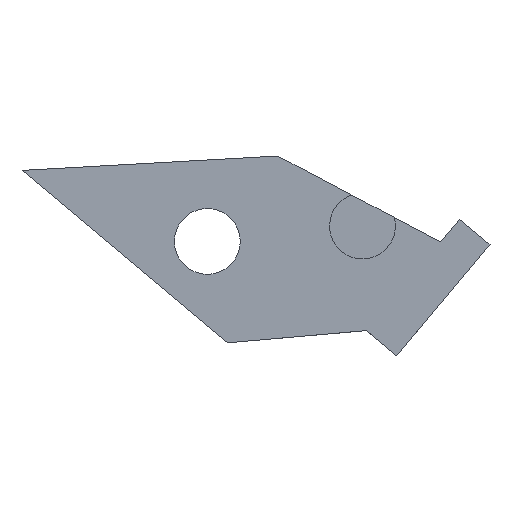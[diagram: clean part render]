
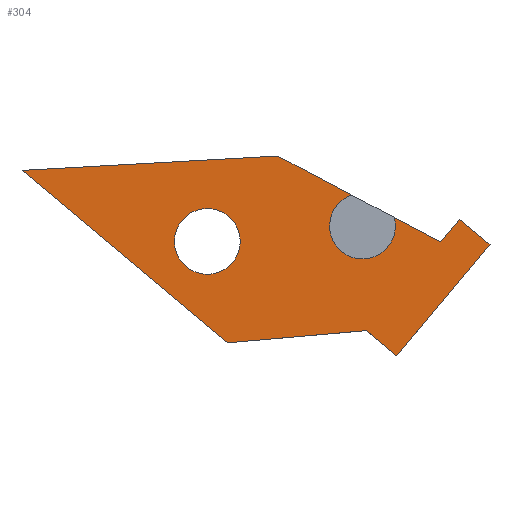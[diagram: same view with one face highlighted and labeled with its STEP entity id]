
A CAD part, left-side view. The second image highlights one B-rep face of the part: STEP entity #304.
In plain terms, the highlighted planar face has unit normal (-1, 0, 0).
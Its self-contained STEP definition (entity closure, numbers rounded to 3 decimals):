
#16=FACE_BOUND('',#53,.T.);
#20=PLANE('',#339);
#35=FACE_OUTER_BOUND('',#52,.T.);
#52=EDGE_LOOP('',(#235,#236,#237,#238,#239,#240,#241,#242,#243,#244));
#53=EDGE_LOOP('',(#245));
#68=CIRCLE('',#337,1.666);
#69=CIRCLE('',#340,1.666);
#85=LINE('',#478,#121);
#86=LINE('',#480,#122);
#87=LINE('',#482,#123);
#88=LINE('',#484,#124);
#89=LINE('',#486,#125);
#90=LINE('',#488,#126);
#91=LINE('',#490,#127);
#92=LINE('',#492,#128);
#93=LINE('',#493,#129);
#121=VECTOR('',#390,10.);
#122=VECTOR('',#391,10.);
#123=VECTOR('',#392,10.);
#124=VECTOR('',#393,10.);
#125=VECTOR('',#394,10.);
#126=VECTOR('',#395,10.);
#127=VECTOR('',#396,10.);
#128=VECTOR('',#397,10.);
#129=VECTOR('',#398,10.);
#156=VERTEX_POINT('',#467);
#158=VERTEX_POINT('',#471);
#159=VERTEX_POINT('',#477);
#160=VERTEX_POINT('',#479);
#161=VERTEX_POINT('',#481);
#162=VERTEX_POINT('',#483);
#163=VERTEX_POINT('',#485);
#164=VERTEX_POINT('',#487);
#165=VERTEX_POINT('',#489);
#166=VERTEX_POINT('',#491);
#167=VERTEX_POINT('',#494);
#188=EDGE_CURVE('',#156,#158,#68,.T.);
#190=EDGE_CURVE('',#158,#159,#85,.T.);
#191=EDGE_CURVE('',#160,#159,#86,.T.);
#192=EDGE_CURVE('',#161,#160,#87,.T.);
#193=EDGE_CURVE('',#161,#162,#88,.T.);
#194=EDGE_CURVE('',#162,#163,#89,.T.);
#195=EDGE_CURVE('',#163,#164,#90,.T.);
#196=EDGE_CURVE('',#164,#165,#91,.T.);
#197=EDGE_CURVE('',#165,#166,#92,.T.);
#198=EDGE_CURVE('',#166,#156,#93,.T.);
#199=EDGE_CURVE('',#167,#167,#69,.T.);
#235=ORIENTED_EDGE('',*,*,#188,.T.);
#236=ORIENTED_EDGE('',*,*,#190,.T.);
#237=ORIENTED_EDGE('',*,*,#191,.F.);
#238=ORIENTED_EDGE('',*,*,#192,.F.);
#239=ORIENTED_EDGE('',*,*,#193,.T.);
#240=ORIENTED_EDGE('',*,*,#194,.T.);
#241=ORIENTED_EDGE('',*,*,#195,.T.);
#242=ORIENTED_EDGE('',*,*,#196,.T.);
#243=ORIENTED_EDGE('',*,*,#197,.T.);
#244=ORIENTED_EDGE('',*,*,#198,.T.);
#245=ORIENTED_EDGE('',*,*,#199,.F.);
#304=ADVANCED_FACE('',(#35,#16),#20,.T.);
#337=AXIS2_PLACEMENT_3D('',#473,#383,#384);
#339=AXIS2_PLACEMENT_3D('',#476,#388,#389);
#340=AXIS2_PLACEMENT_3D('',#495,#399,#400);
#383=DIRECTION('center_axis',(1.,0.,0.));
#384=DIRECTION('ref_axis',(0.,-1.,0.));
#388=DIRECTION('center_axis',(-1.,0.,0.));
#389=DIRECTION('ref_axis',(0.,-0.767,-0.642));
#390=DIRECTION('',(0.,0.884,0.467));
#391=DIRECTION('',(0.,-0.998,0.056));
#392=DIRECTION('',(0.,0.766,0.643));
#393=DIRECTION('',(0.,-0.996,0.088));
#394=DIRECTION('',(0.,-0.767,-0.642));
#395=DIRECTION('',(0.,-0.642,0.767));
#396=DIRECTION('',(0.,0.767,0.642));
#397=DIRECTION('',(0.,0.642,-0.767));
#398=DIRECTION('',(0.,0.884,0.467));
#399=DIRECTION('center_axis',(-1.,0.,0.));
#400=DIRECTION('ref_axis',(0.,1.,0.));
#467=CARTESIAN_POINT('',(835.,2.665,13.282));
#471=CARTESIAN_POINT('',(835.,4.822,14.421));
#473=CARTESIAN_POINT('Origin',(835.,4.273,12.848));
#476=CARTESIAN_POINT('Origin',(835.,0.315,12.043));
#477=CARTESIAN_POINT('',(835.,8.561,16.394));
#478=CARTESIAN_POINT('',(835.,6.499,15.306));
#479=CARTESIAN_POINT('',(835.,21.512,15.667));
#480=CARTESIAN_POINT('',(835.,7.286,16.465));
#481=CARTESIAN_POINT('',(835.,11.108,6.937));
#482=CARTESIAN_POINT('',(835.,10.836,6.709));
#483=CARTESIAN_POINT('',(835.,4.069,7.557));
#484=CARTESIAN_POINT('',(835.,-0.324,7.945));
#485=CARTESIAN_POINT('',(835.,2.535,6.274));
#486=CARTESIAN_POINT('',(835.,4.069,7.557));
#487=CARTESIAN_POINT('',(835.,-2.181,11.91));
#488=CARTESIAN_POINT('',(835.,-1.219,10.759));
#489=CARTESIAN_POINT('',(835.,-0.647,13.193));
#490=CARTESIAN_POINT('',(835.,2.899,16.16));
#491=CARTESIAN_POINT('',(835.,0.315,12.043));
#492=CARTESIAN_POINT('',(835.,-6.388,20.054));
#493=CARTESIAN_POINT('',(835.,6.499,15.306));
#494=CARTESIAN_POINT('',(835.,10.464,12.07));
#495=CARTESIAN_POINT('Origin',(835.,12.13,12.07));
